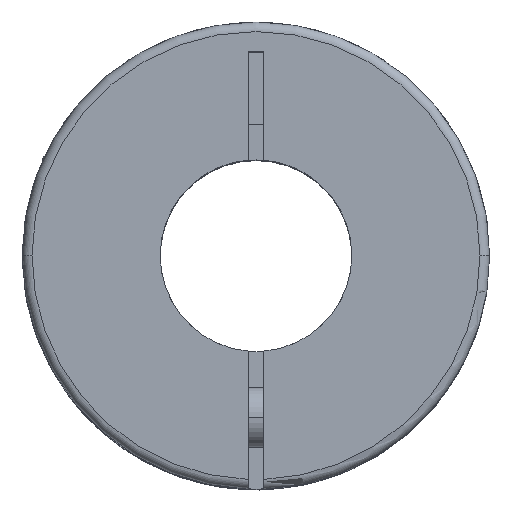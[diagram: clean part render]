
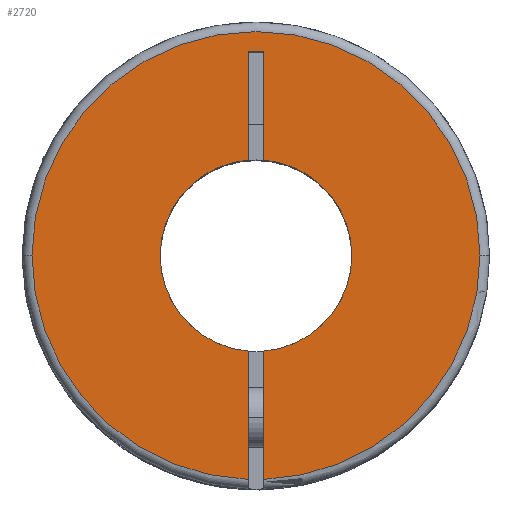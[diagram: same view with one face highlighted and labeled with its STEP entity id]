
A CAD part, top view. The second image highlights one B-rep face of the part: STEP entity #2720.
In plain terms, the highlighted planar face has unit normal (0, 0, 1).
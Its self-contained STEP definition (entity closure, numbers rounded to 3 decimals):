
#3 = CARTESIAN_POINT ( 'NONE',  ( 0., 0., 0. ) ) ;
#103 = CARTESIAN_POINT ( 'NONE',  ( -8., 0., 0. ) ) ;
#120 = AXIS2_PLACEMENT_3D ( 'NONE', #3, #3098, #1405 ) ;
#131 = EDGE_CURVE ( 'NONE', #670, #787, #204, .T. ) ;
#140 = CARTESIAN_POINT ( 'NONE',  ( 0., 0., 0. ) ) ;
#168 = DIRECTION ( 'NONE',  ( 0., 0., -1. ) ) ;
#204 = LINE ( 'NONE', #595, #4422 ) ;
#213 = LINE ( 'NONE', #1993, #3138 ) ;
#257 = CIRCLE ( 'NONE', #3991, 8. ) ;
#356 = CIRCLE ( 'NONE', #2404, 8. ) ;
#399 = DIRECTION ( 'NONE',  ( 0., 0., -1. ) ) ;
#401 = DIRECTION ( 'NONE',  ( 0., 0., -1. ) ) ;
#445 = VERTEX_POINT ( 'NONE', #749 ) ;
#470 = EDGE_CURVE ( 'NONE', #445, #2832, #356, .T. ) ;
#555 = CARTESIAN_POINT ( 'NONE',  ( -0.65, 17., 0. ) ) ;
#572 = CARTESIAN_POINT ( 'NONE',  ( -0.65, 17., 0. ) ) ;
#587 = CARTESIAN_POINT ( 'NONE',  ( 0., 0., 0. ) ) ;
#595 = CARTESIAN_POINT ( 'NONE',  ( 0.65, 17., 0. ) ) ;
#607 = CARTESIAN_POINT ( 'NONE',  ( 0.65, 17., 0. ) ) ;
#670 = VERTEX_POINT ( 'NONE', #607 ) ;
#683 = LINE ( 'NONE', #3884, #3377 ) ;
#705 = CARTESIAN_POINT ( 'NONE',  ( -18.7, 0., 0. ) ) ;
#749 = CARTESIAN_POINT ( 'NONE',  ( -0.65, -7.974, 0. ) ) ;
#756 = ORIENTED_EDGE ( 'NONE', *, *, #2628, .F. ) ;
#787 = VERTEX_POINT ( 'NONE', #572 ) ;
#929 = AXIS2_PLACEMENT_3D ( 'NONE', #2952, #168, #3264 ) ;
#931 = ORIENTED_EDGE ( 'NONE', *, *, #2456, .T. ) ;
#992 = CARTESIAN_POINT ( 'NONE',  ( -0.65, 7.974, 0. ) ) ;
#1130 = VECTOR ( 'NONE', #1729, 1000. ) ;
#1155 = CIRCLE ( 'NONE', #120, 18.7 ) ;
#1227 = DIRECTION ( 'NONE',  ( 0., 0., -1. ) ) ;
#1278 = FACE_OUTER_BOUND ( 'NONE', #3145, .T. ) ;
#1308 = CIRCLE ( 'NONE', #4529, 18.7 ) ;
#1370 = VERTEX_POINT ( 'NONE', #1823 ) ;
#1384 = DIRECTION ( 'NONE',  ( 0., -1., 0. ) ) ;
#1389 = ORIENTED_EDGE ( 'NONE', *, *, #1883, .F. ) ;
#1405 = DIRECTION ( 'NONE',  ( -1., 0., 0. ) ) ;
#1419 = CARTESIAN_POINT ( 'NONE',  ( 0.65, -19.5, 0. ) ) ;
#1729 = DIRECTION ( 'NONE',  ( 0., 1., 0. ) ) ;
#1736 = ORIENTED_EDGE ( 'NONE', *, *, #2274, .F. ) ;
#1771 = EDGE_CURVE ( 'NONE', #2832, #2352, #2913, .T. ) ;
#1799 = EDGE_CURVE ( 'NONE', #4446, #1370, #1308, .T. ) ;
#1823 = CARTESIAN_POINT ( 'NONE',  ( 0.65, -18.689, 0. ) ) ;
#1849 = DIRECTION ( 'NONE',  ( -1., 0., 0. ) ) ;
#1883 = EDGE_CURVE ( 'NONE', #2099, #670, #213, .T. ) ;
#1884 = ORIENTED_EDGE ( 'NONE', *, *, #470, .T. ) ;
#1898 = CARTESIAN_POINT ( 'NONE',  ( 0., 0., 0. ) ) ;
#1931 = ORIENTED_EDGE ( 'NONE', *, *, #1771, .T. ) ;
#1993 = CARTESIAN_POINT ( 'NONE',  ( 0.65, -19.5, 0. ) ) ;
#1997 = DIRECTION ( 'NONE',  ( 0., 0., -1. ) ) ;
#2070 = ORIENTED_EDGE ( 'NONE', *, *, #1799, .F. ) ;
#2081 = EDGE_CURVE ( 'NONE', #1370, #2642, #4474, .T. ) ;
#2099 = VERTEX_POINT ( 'NONE', #2425 ) ;
#2127 = CIRCLE ( 'NONE', #3767, 18.7 ) ;
#2151 = CARTESIAN_POINT ( 'NONE',  ( 0., 0., 0. ) ) ;
#2274 = EDGE_CURVE ( 'NONE', #2762, #4446, #1155, .T. ) ;
#2345 = DIRECTION ( 'NONE',  ( -1., 0., 0. ) ) ;
#2352 = VERTEX_POINT ( 'NONE', #992 ) ;
#2391 = ORIENTED_EDGE ( 'NONE', *, *, #2081, .F. ) ;
#2404 = AXIS2_PLACEMENT_3D ( 'NONE', #4181, #401, #3495 ) ;
#2425 = CARTESIAN_POINT ( 'NONE',  ( 0.65, 7.974, 0. ) ) ;
#2456 = EDGE_CURVE ( 'NONE', #2099, #2642, #257, .T. ) ;
#2528 = DIRECTION ( 'NONE',  ( 0., 0., -1. ) ) ;
#2628 = EDGE_CURVE ( 'NONE', #2785, #2762, #2127, .T. ) ;
#2642 = VERTEX_POINT ( 'NONE', #3366 ) ;
#2673 = PLANE ( 'NONE',  #2862 ) ;
#2720 = ADVANCED_FACE ( 'NONE', ( #1278 ), #2673, .F. ) ;
#2741 = EDGE_CURVE ( 'NONE', #787, #2352, #683, .T. ) ;
#2762 = VERTEX_POINT ( 'NONE', #705 ) ;
#2785 = VERTEX_POINT ( 'NONE', #3107 ) ;
#2832 = VERTEX_POINT ( 'NONE', #103 ) ;
#2862 = AXIS2_PLACEMENT_3D ( 'NONE', #2151, #399, #3176 ) ;
#2913 = CIRCLE ( 'NONE', #929, 8. ) ;
#2915 = ORIENTED_EDGE ( 'NONE', *, *, #3106, .F. ) ;
#2952 = CARTESIAN_POINT ( 'NONE',  ( 0., 0., 0. ) ) ;
#3078 = LINE ( 'NONE', #555, #3226 ) ;
#3098 = DIRECTION ( 'NONE',  ( 0., 0., -1. ) ) ;
#3106 = EDGE_CURVE ( 'NONE', #445, #2785, #3078, .T. ) ;
#3107 = CARTESIAN_POINT ( 'NONE',  ( -0.65, -18.689, 0. ) ) ;
#3138 = VECTOR ( 'NONE', #4046, 1000. ) ;
#3145 = EDGE_LOOP ( 'NONE', ( #756, #2915, #1884, #1931, #3254, #4131, #1389, #931, #2391, #2070, #1736 ) ) ;
#3176 = DIRECTION ( 'NONE',  ( 0., -1., 0. ) ) ;
#3226 = VECTOR ( 'NONE', #4387, 1000. ) ;
#3254 = ORIENTED_EDGE ( 'NONE', *, *, #2741, .F. ) ;
#3264 = DIRECTION ( 'NONE',  ( -1., 0., 0. ) ) ;
#3366 = CARTESIAN_POINT ( 'NONE',  ( 0.65, -7.974, 0. ) ) ;
#3377 = VECTOR ( 'NONE', #1384, 1000. ) ;
#3495 = DIRECTION ( 'NONE',  ( -1., 0., 0. ) ) ;
#3767 = AXIS2_PLACEMENT_3D ( 'NONE', #587, #1997, #2345 ) ;
#3884 = CARTESIAN_POINT ( 'NONE',  ( -0.65, 17., 0. ) ) ;
#3991 = AXIS2_PLACEMENT_3D ( 'NONE', #140, #2528, #4315 ) ;
#4046 = DIRECTION ( 'NONE',  ( 0., 1., 0. ) ) ;
#4056 = DIRECTION ( 'NONE',  ( -1., 0., 0. ) ) ;
#4131 = ORIENTED_EDGE ( 'NONE', *, *, #131, .F. ) ;
#4181 = CARTESIAN_POINT ( 'NONE',  ( 0., 0., 0. ) ) ;
#4190 = CARTESIAN_POINT ( 'NONE',  ( 18.7, 0., 0. ) ) ;
#4315 = DIRECTION ( 'NONE',  ( -1., 0., 0. ) ) ;
#4387 = DIRECTION ( 'NONE',  ( 0., -1., 0. ) ) ;
#4422 = VECTOR ( 'NONE', #4056, 1000. ) ;
#4446 = VERTEX_POINT ( 'NONE', #4190 ) ;
#4474 = LINE ( 'NONE', #1419, #1130 ) ;
#4529 = AXIS2_PLACEMENT_3D ( 'NONE', #1898, #1227, #1849 ) ;
